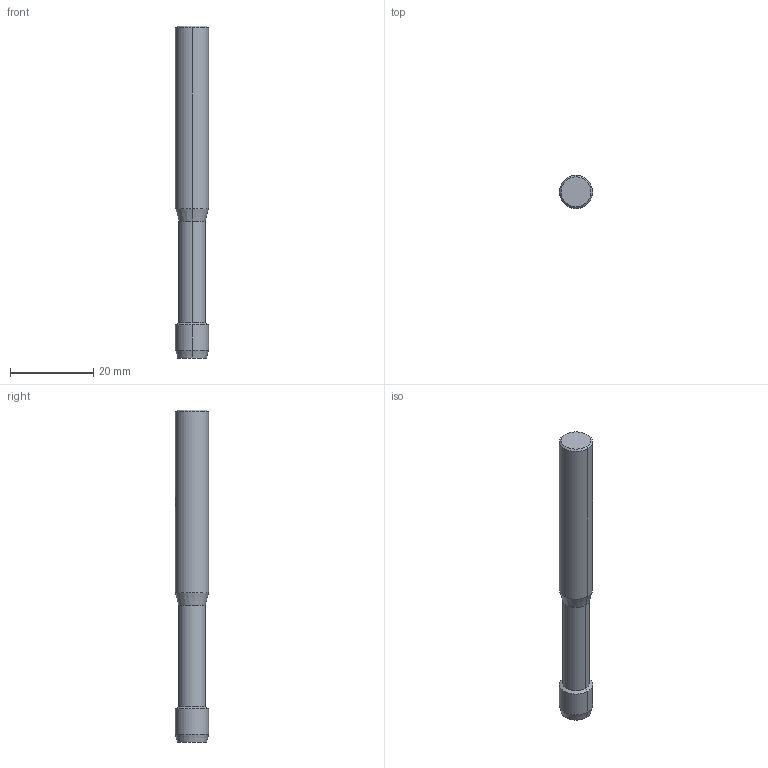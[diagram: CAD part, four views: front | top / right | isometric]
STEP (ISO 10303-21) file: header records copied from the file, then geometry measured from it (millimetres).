
FILE_DESCRIPTION(('no description'),'unknown implementation level');
FILE_NAME('solidwzjHpL7HAqpsNopfo3dMR_j60K0_1.STP',' ',('CIM GmbH Aachen'),('CADClick - KiM GmbH - www.kimweb.de'),'unknown preprocess','ACIS','unknown authorization');
FILE_SCHEMA(('automotive_design'));
Length unit declared in the file: millimetre
Products named in the file (2): 1; 2
Bounding box: 8 x 8 x 80 mm (x, y, z)
Volume: 3545.7 mm3; surface area: 2346.5 mm2
Topology: 2 solids, 2 shells, 39 faces, 89 edges, 54 vertices
Faces by surface type: cylinder 18, cone 12, plane 9
Entity records: 2368 total; most frequent: CARTESIAN_POINT 403, DIRECTION 197, STYLED_ITEM 184, PRESENTATION_STYLE_ASSIGNMENT 184, COLOUR_RGB 184, ORIENTED_EDGE 178, EDGE_CURVE 89, CURVE_STYLE 89
